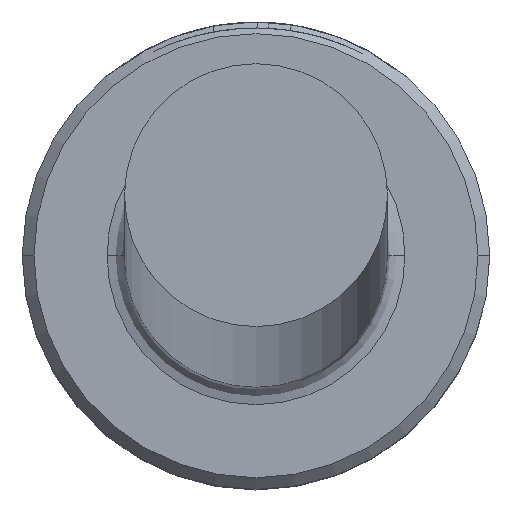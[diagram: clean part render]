
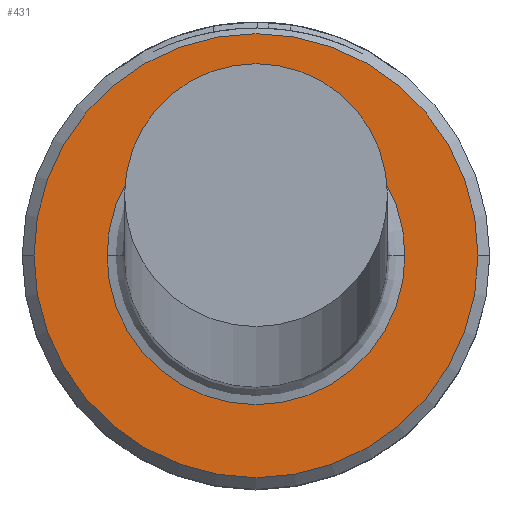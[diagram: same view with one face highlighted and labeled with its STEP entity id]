
A CAD part, top view. The second image highlights one B-rep face of the part: STEP entity #431.
In plain terms, the highlighted planar face has unit normal (0, 0, 1).
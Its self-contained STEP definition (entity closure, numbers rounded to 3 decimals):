
#9 = FACE_OUTER_BOUND ( 'NONE', #674, .T. ) ;
#10 = FACE_BOUND ( 'NONE', #834, .T. ) ;
#58 = AXIS2_PLACEMENT_3D ( 'NONE', #246, #244, #239 ) ;
#88 = CARTESIAN_POINT ( 'NONE',  ( 0., 0., 6. ) ) ;
#95 = DIRECTION ( 'NONE',  ( 0., 0., 1. ) ) ;
#99 = CARTESIAN_POINT ( 'NONE',  ( 0., 0., 6. ) ) ;
#128 = EDGE_CURVE ( 'NONE', #1062, #1003, #221, .T. ) ;
#189 = CIRCLE ( 'NONE', #637, 3.8 ) ;
#195 = EDGE_CURVE ( 'NONE', #854, #901, #189, .T. ) ;
#221 = CIRCLE ( 'NONE', #58, 2.55 ) ;
#239 = DIRECTION ( 'NONE',  ( -1., 0., 0. ) ) ;
#244 = DIRECTION ( 'NONE',  ( 0., 0., -1. ) ) ;
#246 = CARTESIAN_POINT ( 'NONE',  ( 0., 0., 6. ) ) ;
#261 = AXIS2_PLACEMENT_3D ( 'NONE', #263, #891, #357 ) ;
#263 = CARTESIAN_POINT ( 'NONE',  ( 0., 0., 6. ) ) ;
#296 = ORIENTED_EDGE ( 'NONE', *, *, #195, .T. ) ;
#357 = DIRECTION ( 'NONE',  ( -1., 0., 0. ) ) ;
#427 = DIRECTION ( 'NONE',  ( 1., 0., 0. ) ) ;
#431 = ADVANCED_FACE ( 'NONE', ( #9, #10 ), #458, .T. ) ;
#458 = PLANE ( 'NONE',  #673 ) ;
#569 = EDGE_CURVE ( 'NONE', #901, #854, #1027, .T. ) ;
#637 = AXIS2_PLACEMENT_3D ( 'NONE', #905, #890, #797 ) ;
#641 = ORIENTED_EDGE ( 'NONE', *, *, #569, .T. ) ;
#673 = AXIS2_PLACEMENT_3D ( 'NONE', #88, #1121, #427 ) ;
#674 = EDGE_LOOP ( 'NONE', ( #641, #296 ) ) ;
#686 = CARTESIAN_POINT ( 'NONE',  ( 3.8, 0., 6. ) ) ;
#746 = ORIENTED_EDGE ( 'NONE', *, *, #893, .T. ) ;
#797 = DIRECTION ( 'NONE',  ( 1., 0., 0. ) ) ;
#799 = CARTESIAN_POINT ( 'NONE',  ( -3.8, 0., 6. ) ) ;
#834 = EDGE_LOOP ( 'NONE', ( #1136, #746 ) ) ;
#842 = CIRCLE ( 'NONE', #261, 2.55 ) ;
#854 = VERTEX_POINT ( 'NONE', #686 ) ;
#890 = DIRECTION ( 'NONE',  ( 0., 0., 1. ) ) ;
#891 = DIRECTION ( 'NONE',  ( 0., 0., -1. ) ) ;
#893 = EDGE_CURVE ( 'NONE', #1003, #1062, #842, .T. ) ;
#901 = VERTEX_POINT ( 'NONE', #799 ) ;
#905 = CARTESIAN_POINT ( 'NONE',  ( 0., 0., 6. ) ) ;
#954 = CARTESIAN_POINT ( 'NONE',  ( -2.55, 0., 6. ) ) ;
#986 = AXIS2_PLACEMENT_3D ( 'NONE', #99, #95, #1077 ) ;
#1003 = VERTEX_POINT ( 'NONE', #1023 ) ;
#1023 = CARTESIAN_POINT ( 'NONE',  ( 2.55, 0., 6. ) ) ;
#1027 = CIRCLE ( 'NONE', #986, 3.8 ) ;
#1062 = VERTEX_POINT ( 'NONE', #954 ) ;
#1077 = DIRECTION ( 'NONE',  ( 1., 0., 0. ) ) ;
#1121 = DIRECTION ( 'NONE',  ( 0., 0., 1. ) ) ;
#1136 = ORIENTED_EDGE ( 'NONE', *, *, #128, .T. ) ;
